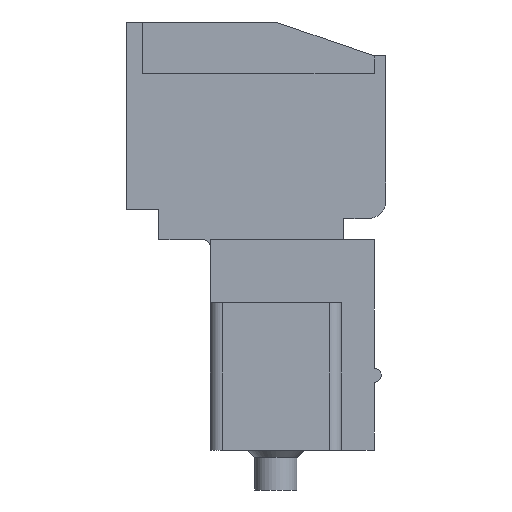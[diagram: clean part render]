
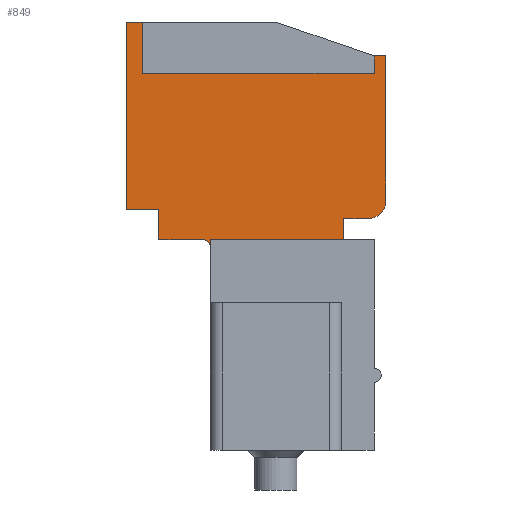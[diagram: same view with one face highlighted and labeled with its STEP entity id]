
A CAD part, left-side view. The second image highlights one B-rep face of the part: STEP entity #849.
In plain terms, the highlighted planar face has unit normal (-1, 0, 0).
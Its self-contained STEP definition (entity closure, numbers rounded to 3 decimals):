
#849 = ADVANCED_FACE( '', ( #1949 ), #1950, .T. );
#1949 = FACE_OUTER_BOUND( '', #3392, .T. );
#1950 = PLANE( '', #3393 );
#3392 = EDGE_LOOP( '', ( #5487, #5488, #5489, #5490, #5491, #5492, #5493, #5494, #5495, #5496, #5497, #5498, #5499, #5500, #5501, #5502 ) );
#3393 = AXIS2_PLACEMENT_3D( '', #5503, #5504, #5505 );
#5487 = ORIENTED_EDGE( '', *, *, #8839, .F. );
#5488 = ORIENTED_EDGE( '', *, *, #8665, .F. );
#5489 = ORIENTED_EDGE( '', *, *, #9247, .T. );
#5490 = ORIENTED_EDGE( '', *, *, #9285, .T. );
#5491 = ORIENTED_EDGE( '', *, *, #9286, .T. );
#5492 = ORIENTED_EDGE( '', *, *, #9287, .T. );
#5493 = ORIENTED_EDGE( '', *, *, #8703, .T. );
#5494 = ORIENTED_EDGE( '', *, *, #9288, .T. );
#5495 = ORIENTED_EDGE( '', *, *, #9289, .T. );
#5496 = ORIENTED_EDGE( '', *, *, #9290, .T. );
#5497 = ORIENTED_EDGE( '', *, *, #9291, .T. );
#5498 = ORIENTED_EDGE( '', *, *, #9292, .T. );
#5499 = ORIENTED_EDGE( '', *, *, #9293, .T. );
#5500 = ORIENTED_EDGE( '', *, *, #9294, .F. );
#5501 = ORIENTED_EDGE( '', *, *, #9295, .T. );
#5502 = ORIENTED_EDGE( '', *, *, #8805, .T. );
#5503 = CARTESIAN_POINT( '', ( -5.715, 0., 0. ) );
#5504 = DIRECTION( '', ( -1., 0., 0. ) );
#5505 = DIRECTION( '', ( 0., 0., 1. ) );
#8665 = EDGE_CURVE( '', #10301, #10303, #10304, .T. );
#8703 = EDGE_CURVE( '', #10370, #10371, #10372, .T. );
#8805 = EDGE_CURVE( '', #10555, #10553, #10556, .T. );
#8839 = EDGE_CURVE( '', #10303, #10553, #10619, .T. );
#9247 = EDGE_CURVE( '', #10301, #11320, #11322, .T. );
#9285 = EDGE_CURVE( '', #11320, #11385, #11386, .T. );
#9286 = EDGE_CURVE( '', #11385, #11387, #11388, .T. );
#9287 = EDGE_CURVE( '', #11387, #10370, #11389, .T. );
#9288 = EDGE_CURVE( '', #10371, #11390, #11391, .T. );
#9289 = EDGE_CURVE( '', #11390, #11392, #11393, .F. );
#9290 = EDGE_CURVE( '', #11392, #11394, #11395, .T. );
#9291 = EDGE_CURVE( '', #11394, #11396, #11397, .T. );
#9292 = EDGE_CURVE( '', #11396, #11398, #11399, .T. );
#9293 = EDGE_CURVE( '', #11398, #11400, #11401, .T. );
#9294 = EDGE_CURVE( '', #11402, #11400, #11403, .F. );
#9295 = EDGE_CURVE( '', #11402, #10555, #11404, .T. );
#10301 = VERTEX_POINT( '', #12729 );
#10303 = VERTEX_POINT( '', #12732 );
#10304 = LINE( '', #12733, #12734 );
#10370 = VERTEX_POINT( '', #12823 );
#10371 = VERTEX_POINT( '', #12824 );
#10372 = LINE( '', #12825, #12826 );
#10553 = VERTEX_POINT( '', #13100 );
#10555 = VERTEX_POINT( '', #13103 );
#10556 = LINE( '', #13104, #13105 );
#10619 = LINE( '', #13199, #13200 );
#11320 = VERTEX_POINT( '', #14237 );
#11322 = LINE( '', #14240, #14241 );
#11385 = VERTEX_POINT( '', #14328 );
#11386 = LINE( '', #14329, #14330 );
#11387 = VERTEX_POINT( '', #14331 );
#11388 = LINE( '', #14332, #14333 );
#11389 = LINE( '', #14334, #14335 );
#11390 = VERTEX_POINT( '', #14336 );
#11391 = LINE( '', #14337, #14338 );
#11392 = VERTEX_POINT( '', #14339 );
#11393 = CIRCLE( '', #14340, 0.3 );
#11394 = VERTEX_POINT( '', #14341 );
#11395 = LINE( '', #14342, #14343 );
#11396 = VERTEX_POINT( '', #14344 );
#11397 = LINE( '', #14345, #14346 );
#11398 = VERTEX_POINT( '', #14347 );
#11399 = LINE( '', #14348, #14349 );
#11400 = VERTEX_POINT( '', #14350 );
#11401 = LINE( '', #14351, #14352 );
#11402 = VERTEX_POINT( '', #14353 );
#11403 = CIRCLE( '', #14354, 0.75 );
#11404 = LINE( '', #14355, #14356 );
#12729 = CARTESIAN_POINT( '', ( -5.715, 5.8, 5.8 ) );
#12732 = CARTESIAN_POINT( '', ( -5.715, -4.1, 5.8 ) );
#12733 = CARTESIAN_POINT( '', ( -5.715, 5.8, 5.8 ) );
#12734 = VECTOR( '', #16272, 1000. );
#12823 = CARTESIAN_POINT( '', ( -5.715, 5.1, 0. ) );
#12824 = CARTESIAN_POINT( '', ( -5.715, 5.1, -1.3 ) );
#12825 = CARTESIAN_POINT( '', ( -5.715, 5.1, -1.3 ) );
#12826 = VECTOR( '', #16314, 1000. );
#13100 = CARTESIAN_POINT( '', ( -5.715, -4.1, 6.55 ) );
#13103 = CARTESIAN_POINT( '', ( -5.715, -4.6, 6.55 ) );
#13104 = CARTESIAN_POINT( '', ( -5.715, -4.6, 6.55 ) );
#13105 = VECTOR( '', #16403, 1000. );
#13199 = CARTESIAN_POINT( '', ( -5.715, -4.1, 5.8 ) );
#13200 = VECTOR( '', #16435, 1000. );
#14237 = CARTESIAN_POINT( '', ( -5.715, 5.8, 8. ) );
#14240 = CARTESIAN_POINT( '', ( -5.715, 5.8, 5.8 ) );
#14241 = VECTOR( '', #16841, 1000. );
#14328 = CARTESIAN_POINT( '', ( -5.715, 6.5, 8. ) );
#14329 = CARTESIAN_POINT( '', ( -5.715, -4.6, 8. ) );
#14330 = VECTOR( '', #16887, 1000. );
#14331 = CARTESIAN_POINT( '', ( -5.715, 6.5, 0. ) );
#14332 = CARTESIAN_POINT( '', ( -5.715, 6.5, 8. ) );
#14333 = VECTOR( '', #16888, 1000. );
#14334 = CARTESIAN_POINT( '', ( -5.715, 5.1, 0. ) );
#14335 = VECTOR( '', #16889, 1000. );
#14336 = CARTESIAN_POINT( '', ( -5.715, 3.2, -1.3 ) );
#14337 = CARTESIAN_POINT( '', ( -5.715, 2.9, -1.3 ) );
#14338 = VECTOR( '', #16890, 1000. );
#14339 = CARTESIAN_POINT( '', ( -5.715, 2.9, -1.6 ) );
#14340 = AXIS2_PLACEMENT_3D( '', #16891, #16892, #16893 );
#14341 = CARTESIAN_POINT( '', ( -5.715, 2.9, -1.3 ) );
#14342 = CARTESIAN_POINT( '', ( -5.715, 2.9, -1.6 ) );
#14343 = VECTOR( '', #16894, 1000. );
#14344 = CARTESIAN_POINT( '', ( -5.715, -2.8, -1.3 ) );
#14345 = CARTESIAN_POINT( '', ( -5.715, 2.9, -1.3 ) );
#14346 = VECTOR( '', #16895, 1000. );
#14347 = CARTESIAN_POINT( '', ( -5.715, -2.8, -0.4 ) );
#14348 = CARTESIAN_POINT( '', ( -5.715, -2.8, -0.4 ) );
#14349 = VECTOR( '', #16896, 1000. );
#14350 = CARTESIAN_POINT( '', ( -5.715, -3.85, -0.4 ) );
#14351 = CARTESIAN_POINT( '', ( -5.715, -4.6, -0.4 ) );
#14352 = VECTOR( '', #16897, 1000. );
#14353 = CARTESIAN_POINT( '', ( -5.715, -4.6, 0.35 ) );
#14354 = AXIS2_PLACEMENT_3D( '', #16898, #16899, #16900 );
#14355 = CARTESIAN_POINT( '', ( -5.715, -4.6, -1.3 ) );
#14356 = VECTOR( '', #16901, 1000. );
#16272 = DIRECTION( '', ( 0., -1., 0. ) );
#16314 = DIRECTION( '', ( 0., 0., -1. ) );
#16403 = DIRECTION( '', ( 0., 1., 0. ) );
#16435 = DIRECTION( '', ( 0., 0., 1. ) );
#16841 = DIRECTION( '', ( 0., 0., 1. ) );
#16887 = DIRECTION( '', ( 0., 1., 0. ) );
#16888 = DIRECTION( '', ( 0., 0., -1. ) );
#16889 = DIRECTION( '', ( 0., -1., 0. ) );
#16890 = DIRECTION( '', ( 0., -1., 0. ) );
#16891 = CARTESIAN_POINT( '', ( -5.715, 3.2, -1.6 ) );
#16892 = DIRECTION( '', ( -1., 0., 0. ) );
#16893 = DIRECTION( '', ( 0., 0., 1. ) );
#16894 = DIRECTION( '', ( 0., 0., 1. ) );
#16895 = DIRECTION( '', ( 0., -1., 0. ) );
#16896 = DIRECTION( '', ( 0., 0., 1. ) );
#16897 = DIRECTION( '', ( 0., -1., 0. ) );
#16898 = CARTESIAN_POINT( '', ( -5.715, -3.85, 0.35 ) );
#16899 = DIRECTION( '', ( -1., 0., 0. ) );
#16900 = DIRECTION( '', ( 0., 0., 1. ) );
#16901 = DIRECTION( '', ( 0., 0., 1. ) );
